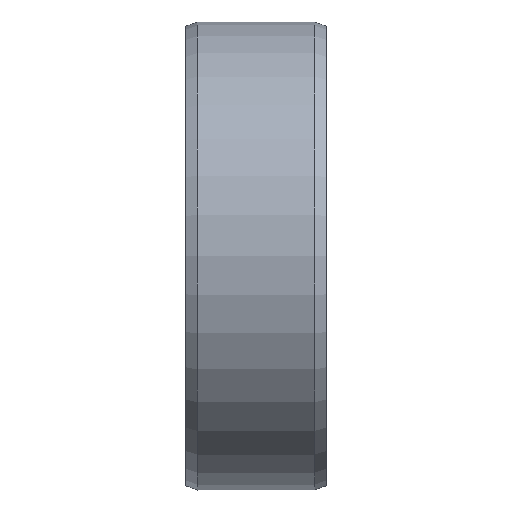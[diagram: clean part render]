
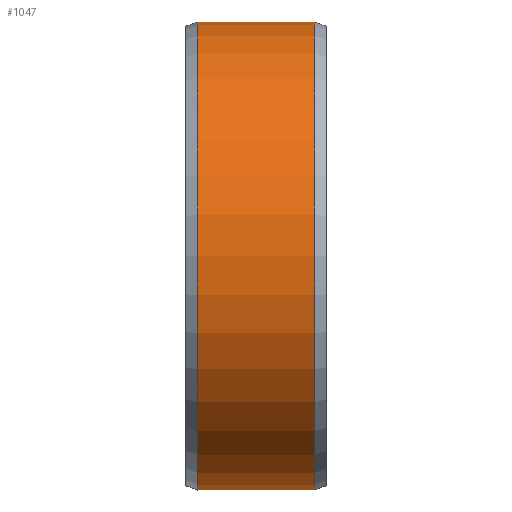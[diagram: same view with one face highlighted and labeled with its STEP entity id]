
A CAD part, top view. The second image highlights one B-rep face of the part: STEP entity #1047.
In plain terms, the highlighted cylindrical face has radius 20 mm (diameter 40 mm), a partial arc.
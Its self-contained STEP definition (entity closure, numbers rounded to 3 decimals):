
#732=CARTESIAN_POINT('',(-5.,-0.002,
0.));
#733=DIRECTION('',(1.,0.,0.));
#734=DIRECTION('',(0.,-0.999,-0.05));
#735=AXIS2_PLACEMENT_3D('',#732,#733,#734);
#737=CARTESIAN_POINT('',(-5.,-0.002,
0.));
#738=DIRECTION('',(1.,0.,0.));
#739=DIRECTION('',(0.,0.,-1.));
#740=AXIS2_PLACEMENT_3D('',#737,#738,#739);
#742=CARTESIAN_POINT('',(-5.,-0.002,
0.));
#743=DIRECTION('',(1.,0.,0.));
#744=DIRECTION('',(0.,0.,1.));
#745=AXIS2_PLACEMENT_3D('',#742,#743,#744);
#747=DIRECTION('',(-1.,0.,0.));
#748=VECTOR('',#747,10.);
#749=CARTESIAN_POINT('',(5.,-19.976,1.));
#750=LINE('',#749,#748);
#751=DIRECTION('',(1.,0.,0.));
#752=VECTOR('',#751,10.);
#753=CARTESIAN_POINT('',(-5.,-19.976,
-1.));
#754=LINE('',#753,#752);
#755=CARTESIAN_POINT('',(5.,-0.002,
0.));
#756=DIRECTION('',(-1.,0.,0.));
#757=DIRECTION('',(0.,-0.999,0.05));
#758=AXIS2_PLACEMENT_3D('',#755,#756,#757);
#760=CARTESIAN_POINT('',(5.,-0.002,
0.));
#761=DIRECTION('',(-1.,0.,0.));
#762=DIRECTION('',(0.,0.,1.));
#763=AXIS2_PLACEMENT_3D('',#760,#761,#762);
#765=CARTESIAN_POINT('',(5.,-0.002,
0.));
#766=DIRECTION('',(-1.,0.,0.));
#767=DIRECTION('',(0.,1.,0.));
#768=AXIS2_PLACEMENT_3D('',#765,#766,#767);
#770=CARTESIAN_POINT('',(5.,-0.002,
0.));
#771=DIRECTION('',(-1.,0.,0.));
#772=DIRECTION('',(0.,0.,-1.));
#773=AXIS2_PLACEMENT_3D('',#770,#771,#772);
#941=CARTESIAN_POINT('',(-5.,-19.977,
-1.));
#942=CARTESIAN_POINT('',(-5.,-0.002,
-20.));
#943=VERTEX_POINT('',#941);
#944=VERTEX_POINT('',#942);
#945=CARTESIAN_POINT('',(-5.,-0.002,
20.));
#946=VERTEX_POINT('',#945);
#947=CARTESIAN_POINT('',(-5.,-19.977,1.));
#948=VERTEX_POINT('',#947);
#956=CARTESIAN_POINT('',(5.,-19.977,1.));
#957=CARTESIAN_POINT('',(5.,-0.002,20.));
#958=VERTEX_POINT('',#956);
#959=VERTEX_POINT('',#957);
#960=CARTESIAN_POINT('',(5.,19.998,0.));
#961=VERTEX_POINT('',#960);
#962=CARTESIAN_POINT('',(5.,-0.002,
-20.));
#963=VERTEX_POINT('',#962);
#964=CARTESIAN_POINT('',(5.,-19.977,-1.));
#965=VERTEX_POINT('',#964);
#1025=CARTESIAN_POINT('',(-6.,0.,0.));
#1026=DIRECTION('',(1.,0.,0.));
#1027=DIRECTION('',(0.,-1.,0.));
#1028=AXIS2_PLACEMENT_3D('',#1025,#1026,#1027);
#1029=CYLINDRICAL_SURFACE('',#1028,20.);
#1031=ORIENTED_EDGE('',*,*,#1030,.F.);
#1033=ORIENTED_EDGE('',*,*,#1032,.F.);
#1035=ORIENTED_EDGE('',*,*,#1034,.F.);
#1037=ORIENTED_EDGE('',*,*,#1036,.F.);
#1039=ORIENTED_EDGE('',*,*,#1038,.T.);
#1040=ORIENTED_EDGE('',*,*,#1010,.F.);
#1041=ORIENTED_EDGE('',*,*,#1008,.F.);
#1042=ORIENTED_EDGE('',*,*,#1006,.F.);
#1044=ORIENTED_EDGE('',*,*,#1043,.T.);
#1045=EDGE_LOOP('',(#1031,#1033,#1035,#1037,#1039,#1040,#1041,#1042,#1044));
#1046=FACE_OUTER_BOUND('',#1045,.F.);
#736=CIRCLE('',#735,20.);
#741=CIRCLE('',#740,20.);
#746=CIRCLE('',#745,20.);
#759=CIRCLE('',#758,20.);
#764=CIRCLE('',#763,20.);
#769=CIRCLE('',#768,20.);
#774=CIRCLE('',#773,20.);
#1006=EDGE_CURVE('',#943,#944,#736,.T.);
#1008=EDGE_CURVE('',#944,#946,#741,.T.);
#1010=EDGE_CURVE('',#946,#948,#746,.T.);
#1030=EDGE_CURVE('',#963,#965,#774,.T.);
#1032=EDGE_CURVE('',#961,#963,#769,.T.);
#1034=EDGE_CURVE('',#959,#961,#764,.T.);
#1036=EDGE_CURVE('',#958,#959,#759,.T.);
#1038=EDGE_CURVE('',#958,#948,#750,.T.);
#1043=EDGE_CURVE('',#943,#965,#754,.T.);
#1047=ADVANCED_FACE('',(#1046),#1029,.T.);
